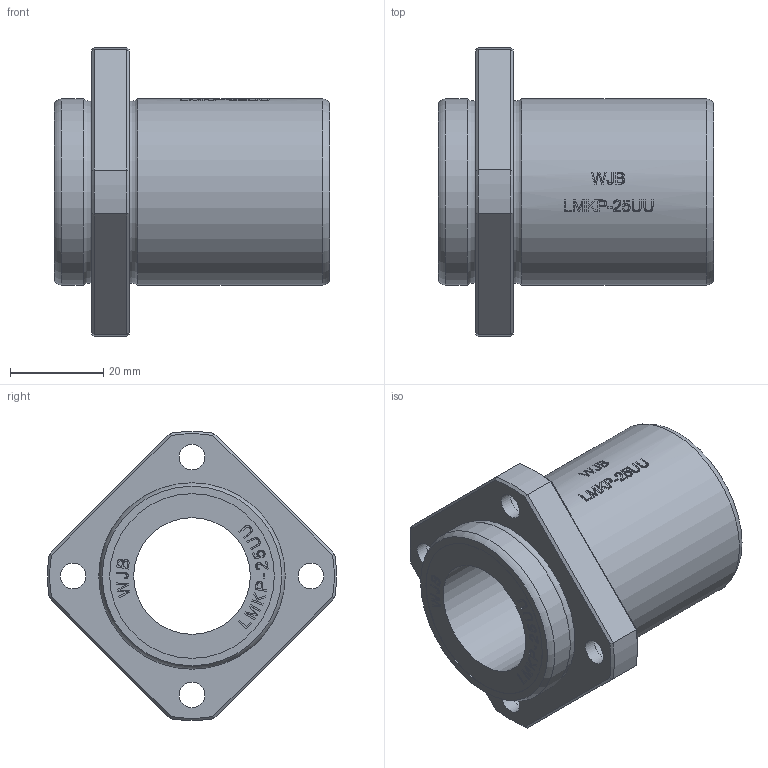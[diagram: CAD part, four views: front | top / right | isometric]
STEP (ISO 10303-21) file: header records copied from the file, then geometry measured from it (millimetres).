
FILE_DESCRIPTION(/* description */ (''),/* implementation_level */ '2;1');
FILE_NAME(/* name */ 'WJB-LMKP-25UU.stp',/* time_stamp */ '2019-01-27T12:27:06+08:00',/* author */ (''),/* organization */ (''),/* preprocessor_version */ 'ST-DEVELOPER v11',/* originating_system */ 'SIEMENS UGS NX 6.0',/* authorisation */ '');
FILE_SCHEMA (('AUTOMOTIVE_DESIGN { 1 0 10303 214 1 1 1 1 }'));
Length unit declared in the file: millimetre
Products named in the file (1): ROCKE321z10s
Bounding box: 59 x 61.92 x 61.92 mm (x, y, z)
Volume: 52439.5 mm3; surface area: 16902.7 mm2
Topology: 1 solids, 1 shells, 393 faces, 994 edges, 656 vertices
Faces by surface type: plane 253, extrusion 96, cylinder 32, cone 8, torus 4
Full cylindrical faces by diameter (mm): 5.5 x4, 9 x4, 25 x1, 35.3 x2, 40 x2
Entity records: 14871 total; most frequent: CARTESIAN_POINT 6015, ORIENTED_EDGE 1954, DIRECTION 1427, EDGE_CURVE 977, VERTEX_POINT 656, VECTOR 591, LINE 495, EDGE_LOOP 473
